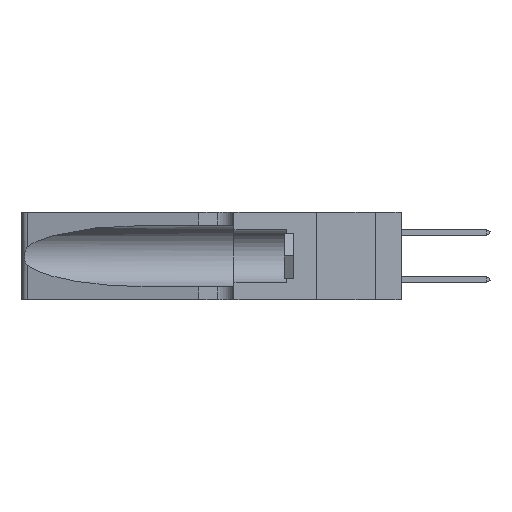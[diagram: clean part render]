
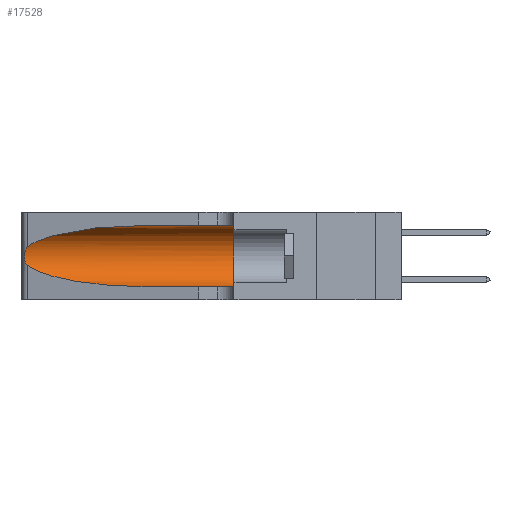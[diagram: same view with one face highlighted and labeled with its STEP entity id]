
A CAD part, left-side view. The second image highlights one B-rep face of the part: STEP entity #17528.
In plain terms, the highlighted cylindrical face has radius 3.308 mm (diameter 6.617 mm), a partial arc.
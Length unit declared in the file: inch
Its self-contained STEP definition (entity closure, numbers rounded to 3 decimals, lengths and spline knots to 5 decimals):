
#218 = CARTESIAN_POINT ( 'NONE',  ( 0.25487, 1.22718, 0.22369 ) ) ;
#1260 = FACE_OUTER_BOUND ( 'NONE', #32321, .T. ) ;
#1410 = ORIENTED_EDGE ( 'NONE', *, *, #31826, .F. ) ;
#2402 = CARTESIAN_POINT ( 'NONE',  ( 0.25555, 1.22994, 0.2215 ) ) ;
#2535 = VERTEX_POINT ( 'NONE', #5656 ) ;
#5445 = CARTESIAN_POINT ( 'NONE',  ( 0.25639, 1.23184, 0.21858 ) ) ;
#5656 = CARTESIAN_POINT ( 'NONE',  ( 0.1305, 0.35, 0.31525 ) ) ;
#5685 = EDGE_CURVE ( 'NONE', #15727, #29588, #19406, .T. ) ;
#5956 = ORIENTED_EDGE ( 'NONE', *, *, #10671, .F. ) ;
#6777 = VERTEX_POINT ( 'NONE', #29062 ) ;
#6836 = CIRCLE ( 'NONE', #23952, 0.13025 ) ;
#8943 = DIRECTION ( 'NONE',  ( 0., 1., 0. ) ) ;
#9043 = CARTESIAN_POINT ( 'NONE',  ( 0.1305, 1.61858, 0.31525 ) ) ;
#9076 = LINE ( 'NONE', #9043, #30355 ) ;
#9501 =( BOUNDED_CURVE ( )  B_SPLINE_CURVE ( 3, ( #36741, #27850, #34530, #13474 ),
 .UNSPECIFIED., .F., .T. ) 
 B_SPLINE_CURVE_WITH_KNOTS ( ( 4, 4 ),
 ( 3.44316, 4.71239 ),
 .UNSPECIFIED. ) 
 CURVE ( )  GEOMETRIC_REPRESENTATION_ITEM ( )  RATIONAL_B_SPLINE_CURVE ( ( 1., 0.87, 0.87, 1. ) ) 
 REPRESENTATION_ITEM ( '' )  );
#10671 = EDGE_CURVE ( 'NONE', #2535, #6777, #6836, .T. ) ;
#10722 = VERTEX_POINT ( 'NONE', #35796 ) ;
#12030 = CARTESIAN_POINT ( 'NONE',  ( 0.2373, 1.15595, 0.28018 ) ) ;
#13474 = CARTESIAN_POINT ( 'NONE',  ( 0.1305, 0.72297, 0.05475 ) ) ;
#13576 = CYLINDRICAL_SURFACE ( 'NONE', #32373, 0.13025 ) ;
#14956 = DIRECTION ( 'NONE',  ( 0., 0., -1. ) ) ;
#15025 = DIRECTION ( 'NONE',  ( 0., 0., 1. ) ) ;
#15145 = ORIENTED_EDGE ( 'NONE', *, *, #16403, .T. ) ;
#15727 = VERTEX_POINT ( 'NONE', #29380 ) ;
#16403 = EDGE_CURVE ( 'NONE', #10722, #28033, #9501, .T. ) ;
#17197 = CARTESIAN_POINT ( 'NONE',  ( 0.1305, 1.61858, 0.05475 ) ) ;
#17528 = ADVANCED_FACE ( 'NONE', ( #1260 ), #13576, .F. ) ;
#17619 = CARTESIAN_POINT ( 'NONE',  ( 0.26075, 1.23896, 0.178 ) ) ;
#17717 = LINE ( 'NONE', #17197, #22419 ) ;
#18886 = CARTESIAN_POINT ( 'NONE',  ( 0.1305, 0.72297, 0.05475 ) ) ;
#19406 =( BOUNDED_CURVE ( )  B_SPLINE_CURVE ( 3, ( #26957, #24150, #12030, #218 ),
 .UNSPECIFIED., .F., .F. ) 
 B_SPLINE_CURVE_WITH_KNOTS ( ( 4, 4 ),
 ( 1.5708, 2.84003 ),
 .UNSPECIFIED. ) 
 CURVE ( )  GEOMETRIC_REPRESENTATION_ITEM ( )  RATIONAL_B_SPLINE_CURVE ( ( 1., 0.87, 0.87, 1. ) ) 
 REPRESENTATION_ITEM ( '' )  );
#19994 = ORIENTED_EDGE ( 'NONE', *, *, #30833, .T. ) ;
#20514 = CARTESIAN_POINT ( 'NONE',  ( 0.25487, 1.22718, 0.22369 ) ) ;
#21914 = ORIENTED_EDGE ( 'NONE', *, *, #27732, .T. ) ;
#22419 = VECTOR ( 'NONE', #32428, 39.37008 ) ;
#23122 = CARTESIAN_POINT ( 'NONE',  ( 0.25487, 1.22718, 0.22369 ) ) ;
#23294 = CARTESIAN_POINT ( 'NONE',  ( 0.25639, 1.23186, 0.15144 ) ) ;
#23545 = CARTESIAN_POINT ( 'NONE',  ( 0.26017, 1.23833, 0.17102 ) ) ;
#23952 = AXIS2_PLACEMENT_3D ( 'NONE', #39058, #8943, #15025 ) ;
#24150 = CARTESIAN_POINT ( 'NONE',  ( 0.18966, 0.96281, 0.31525 ) ) ;
#26338 = CARTESIAN_POINT ( 'NONE',  ( 0.25487, 1.22718, 0.14631 ) ) ;
#26587 = CARTESIAN_POINT ( 'NONE',  ( 0.25854, 1.2359, 0.20912 ) ) ;
#26957 = CARTESIAN_POINT ( 'NONE',  ( 0.1305, 0.72297, 0.31525 ) ) ;
#27732 = EDGE_CURVE ( 'NONE', #28033, #6777, #17717, .T. ) ;
#27850 = CARTESIAN_POINT ( 'NONE',  ( 0.2373, 1.15595, 0.08982 ) ) ;
#28033 = VERTEX_POINT ( 'NONE', #18886 ) ;
#29062 = CARTESIAN_POINT ( 'NONE',  ( 0.1305, 0.35, 0.05475 ) ) ;
#29380 = CARTESIAN_POINT ( 'NONE',  ( 0.1305, 0.72297, 0.31525 ) ) ;
#29401 = CARTESIAN_POINT ( 'NONE',  ( 0.26075, 1.23896, 0.19203 ) ) ;
#29588 = VERTEX_POINT ( 'NONE', #23122 ) ;
#29623 = ORIENTED_EDGE ( 'NONE', *, *, #5685, .T. ) ;
#29654 = CARTESIAN_POINT ( 'NONE',  ( 0.25555, 1.22993, 0.14849 ) ) ;
#29752 = DIRECTION ( 'NONE',  ( 0., -1., 0. ) ) ;
#29786 = CARTESIAN_POINT ( 'NONE',  ( 0.25856, 1.23593, 0.16098 ) ) ;
#30355 = VECTOR ( 'NONE', #30585, 39.37008 ) ;
#30585 = DIRECTION ( 'NONE',  ( 0., -1., 0. ) ) ;
#30833 = EDGE_CURVE ( 'NONE', #29588, #10722, #38411, .T. ) ;
#31826 = EDGE_CURVE ( 'NONE', #15727, #2535, #9076, .T. ) ;
#32321 = EDGE_LOOP ( 'NONE', ( #29623, #19994, #15145, #21914, #5956, #1410 ) ) ;
#32373 = AXIS2_PLACEMENT_3D ( 'NONE', #33221, #29752, #14956 ) ;
#32428 = DIRECTION ( 'NONE',  ( 0., -1., 0. ) ) ;
#32473 = CARTESIAN_POINT ( 'NONE',  ( 0.25789, 1.23486, 0.15765 ) ) ;
#32598 = CARTESIAN_POINT ( 'NONE',  ( 0.26018, 1.23835, 0.19895 ) ) ;
#32844 = CARTESIAN_POINT ( 'NONE',  ( 0.25787, 1.23484, 0.2124 ) ) ;
#33221 = CARTESIAN_POINT ( 'NONE',  ( 0.1305, 1.61858, 0.185 ) ) ;
#34530 = CARTESIAN_POINT ( 'NONE',  ( 0.18966, 0.96281, 0.05475 ) ) ;
#35796 = CARTESIAN_POINT ( 'NONE',  ( 0.25487, 1.22718, 0.14631 ) ) ;
#36741 = CARTESIAN_POINT ( 'NONE',  ( 0.25487, 1.22718, 0.14631 ) ) ;
#38411 = B_SPLINE_CURVE_WITH_KNOTS ( 'NONE', 3,
 ( #20514, #2402, #5445, #32844, #26587, #32598, #29401, #17619, #23545, #29786, #32473, #23294, #29654, #26338 ),
 .UNSPECIFIED., .F., .F.,
 ( 4, 2, 2, 2, 2, 2, 4 ),
 ( 0., 0.00027, 0.00053, 0.00107, 0.0016, 0.00187, 0.00214 ),
 .UNSPECIFIED. ) ;
#39058 = CARTESIAN_POINT ( 'NONE',  ( 0.1305, 0.35, 0.185 ) ) ;
